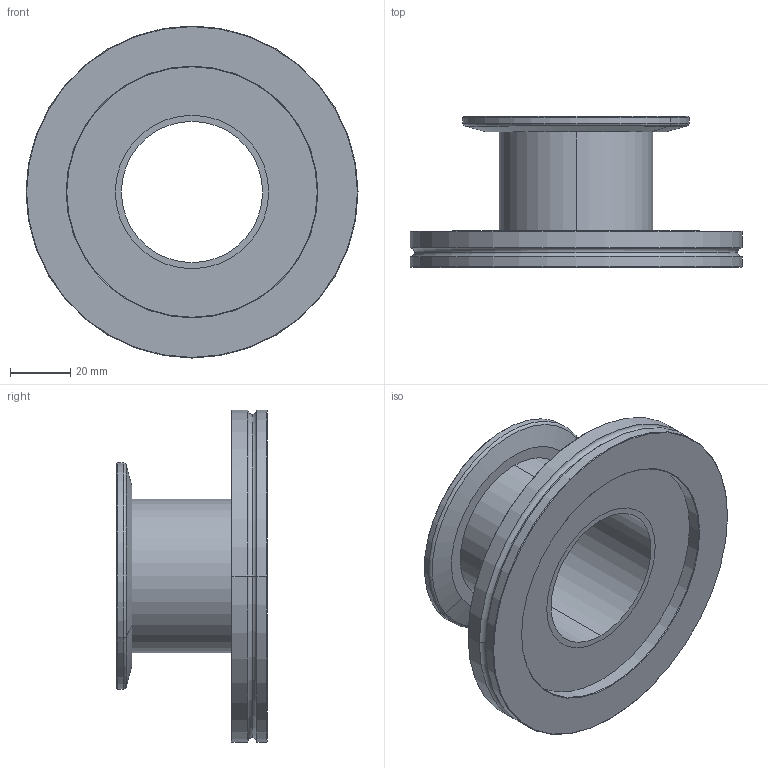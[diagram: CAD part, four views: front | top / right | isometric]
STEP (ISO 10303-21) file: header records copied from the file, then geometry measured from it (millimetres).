
FILE_DESCRIPTION (( 'STEP AP214' ), '1' );
FILE_NAME ('Hositrad_ISO80-50A.STEP', '2017-06-02T07:52:04', ( 'Gebruiker' ), ( '' ), 'SwSTEP 2.0', 'SolidWorks 2017', '' );
FILE_SCHEMA (( 'AUTOMOTIVE_DESIGN' ));
Length unit declared in the file: millimetre
Products named in the file (4): Hositrad_ISO80-50A; ISO-K-TO-KF-Adapter_ISO-Flange-All_ISO80-50A; KF50WS_KF50-50; ISO-K to KF_Tube-All_D50.8
Assembly tree (3 placements, depth 2):
  Hositrad_ISO80-50A
    ISO-K-TO-KF-Adapter_ISO-Flange-All_ISO80-50A
    ISO-K to KF_Tube-All_D50.8
    KF50WS_KF50-50
Bounding box: 110 x 50 x 110 mm (x, y, z)
Volume: 93227.9 mm3; surface area: 43309.2 mm2
Topology: 3 solids, 3 shells, 57 faces, 114 edges, 68 vertices
Faces by surface type: cylinder 24, cone 16, plane 11, torus 6
Entity records: 1656 total; most frequent: DIRECTION 314, CARTESIAN_POINT 245, ORIENTED_EDGE 228, AXIS2_PLACEMENT_3D 137, EDGE_CURVE 114, CIRCLE 74, VERTEX_POINT 68, EDGE_LOOP 68
